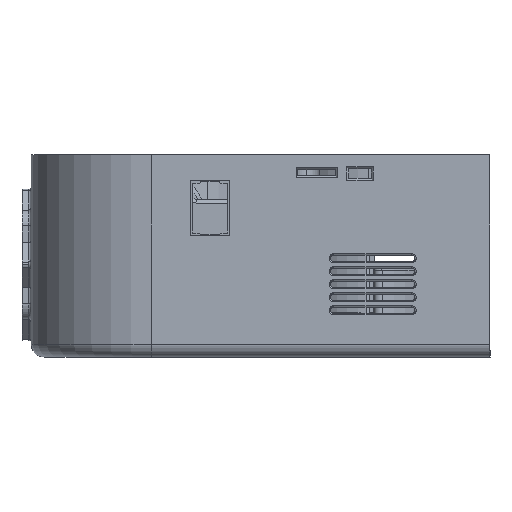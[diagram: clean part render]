
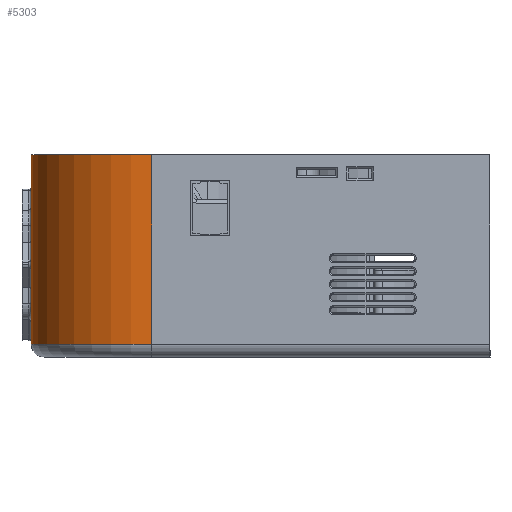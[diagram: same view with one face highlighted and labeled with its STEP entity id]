
A CAD part, front view. The second image highlights one B-rep face of the part: STEP entity #5303.
In plain terms, the highlighted cylindrical face has radius 46.5 mm (diameter 93 mm), a partial arc.
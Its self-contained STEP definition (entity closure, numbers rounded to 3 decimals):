
#143 = AXIS2_PLACEMENT_3D ( 'NONE', #17444, #3621, #5310 ) ;
#381 = CARTESIAN_POINT ( 'NONE',  ( -114., -31., 77.8 ) ) ;
#1383 = DIRECTION ( 'NONE',  ( 0., 0., -1. ) ) ;
#1624 = DIRECTION ( 'NONE',  ( -1., 0., 0. ) ) ;
#1683 = EDGE_CURVE ( 'NONE', #28552, #23964, #19062, .T. ) ;
#3621 = DIRECTION ( 'NONE',  ( 0., 0., -1. ) ) ;
#4321 = CYLINDRICAL_SURFACE ( 'NONE', #25760, 46.5 ) ;
#4444 = LINE ( 'NONE', #6409, #24768 ) ;
#5036 = FACE_OUTER_BOUND ( 'NONE', #32209, .T. ) ;
#5303 = ADVANCED_FACE ( 'NONE', ( #5036 ), #4321, .T. ) ;
#5310 = DIRECTION ( 'NONE',  ( 1., 0., 0. ) ) ;
#5461 = VECTOR ( 'NONE', #24606, 1000. ) ;
#6409 = CARTESIAN_POINT ( 'NONE',  ( -114., -31., 105.838 ) ) ;
#6775 = CIRCLE ( 'NONE', #26276, 46.5 ) ;
#7441 = CARTESIAN_POINT ( 'NONE',  ( -114., -31., 5. ) ) ;
#7504 = DIRECTION ( 'NONE',  ( 1., 0., 0. ) ) ;
#13363 = CARTESIAN_POINT ( 'NONE',  ( -67.5, -31., 5. ) ) ;
#14794 = CARTESIAN_POINT ( 'NONE',  ( -67.5, -77.5, 77.8 ) ) ;
#15469 = VERTEX_POINT ( 'NONE', #381 ) ;
#17194 = ORIENTED_EDGE ( 'NONE', *, *, #1683, .F. ) ;
#17444 = CARTESIAN_POINT ( 'NONE',  ( -67.5, -31., 77.8 ) ) ;
#18334 = DIRECTION ( 'NONE',  ( 0., 0., -1. ) ) ;
#18520 = CARTESIAN_POINT ( 'NONE',  ( -67.5, -31., 105.838 ) ) ;
#19062 = LINE ( 'NONE', #30577, #5461 ) ;
#19084 = ORIENTED_EDGE ( 'NONE', *, *, #27202, .T. ) ;
#21506 = DIRECTION ( 'NONE',  ( 0., 0., 1. ) ) ;
#22314 = ORIENTED_EDGE ( 'NONE', *, *, #26173, .T. ) ;
#23964 = VERTEX_POINT ( 'NONE', #35581 ) ;
#24606 = DIRECTION ( 'NONE',  ( 0., 0., -1. ) ) ;
#24768 = VECTOR ( 'NONE', #1383, 1000. ) ;
#25586 = ORIENTED_EDGE ( 'NONE', *, *, #34557, .T. ) ;
#25760 = AXIS2_PLACEMENT_3D ( 'NONE', #18520, #18334, #1624 ) ;
#26173 = EDGE_CURVE ( 'NONE', #15469, #30080, #4444, .T. ) ;
#26276 = AXIS2_PLACEMENT_3D ( 'NONE', #13363, #21506, #7504 ) ;
#27202 = EDGE_CURVE ( 'NONE', #28552, #15469, #27695, .T. ) ;
#27695 = CIRCLE ( 'NONE', #143, 46.5 ) ;
#28552 = VERTEX_POINT ( 'NONE', #14794 ) ;
#30080 = VERTEX_POINT ( 'NONE', #7441 ) ;
#30577 = CARTESIAN_POINT ( 'NONE',  ( -67.5, -77.5, 105.838 ) ) ;
#32209 = EDGE_LOOP ( 'NONE', ( #22314, #25586, #17194, #19084 ) ) ;
#34557 = EDGE_CURVE ( 'NONE', #30080, #23964, #6775, .T. ) ;
#35581 = CARTESIAN_POINT ( 'NONE',  ( -67.5, -77.5, 5. ) ) ;
